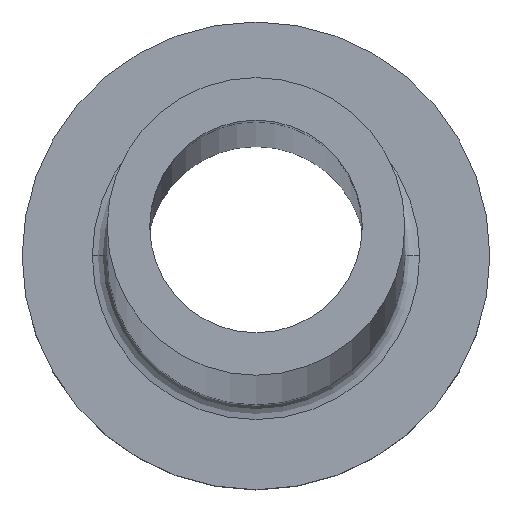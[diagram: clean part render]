
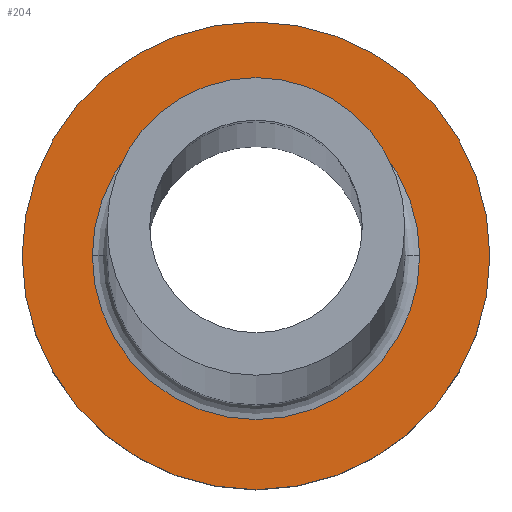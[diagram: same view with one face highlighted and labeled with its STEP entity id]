
A CAD part, top view. The second image highlights one B-rep face of the part: STEP entity #204.
In plain terms, the highlighted planar face has unit normal (0, 0, 1).
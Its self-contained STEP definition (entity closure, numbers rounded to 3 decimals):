
#23 = EDGE_LOOP ( 'NONE', ( #186, #412 ) ) ;
#26 = AXIS2_PLACEMENT_3D ( 'NONE', #42, #157, #127 ) ;
#42 = CARTESIAN_POINT ( 'NONE',  ( 0., 0., 7. ) ) ;
#44 = VERTEX_POINT ( 'NONE', #393 ) ;
#49 = DIRECTION ( 'NONE',  ( 0., 0., -1. ) ) ;
#60 = VERTEX_POINT ( 'NONE', #76 ) ;
#72 = CIRCLE ( 'NONE', #321, 7.7 ) ;
#76 = CARTESIAN_POINT ( 'NONE',  ( -7.7, 0., 7. ) ) ;
#88 = FACE_OUTER_BOUND ( 'NONE', #110, .T. ) ;
#102 = EDGE_CURVE ( 'NONE', #382, #44, #233, .T. ) ;
#105 = VERTEX_POINT ( 'NONE', #335 ) ;
#110 = EDGE_LOOP ( 'NONE', ( #223, #422 ) ) ;
#119 = CIRCLE ( 'NONE', #209, 11. ) ;
#120 = DIRECTION ( 'NONE',  ( 0., 0., 1. ) ) ;
#127 = DIRECTION ( 'NONE',  ( 1., 0., 0. ) ) ;
#137 = EDGE_CURVE ( 'NONE', #105, #60, #72, .T. ) ;
#157 = DIRECTION ( 'NONE',  ( 0., 0., 1. ) ) ;
#161 = DIRECTION ( 'NONE',  ( 0., 0., 1. ) ) ;
#171 = CARTESIAN_POINT ( 'NONE',  ( 11., 0., 7. ) ) ;
#186 = ORIENTED_EDGE ( 'NONE', *, *, #137, .T. ) ;
#190 = EDGE_CURVE ( 'NONE', #60, #105, #332, .T. ) ;
#204 = ADVANCED_FACE ( 'NONE', ( #329, #88 ), #442, .T. ) ;
#209 = AXIS2_PLACEMENT_3D ( 'NONE', #435, #120, #447 ) ;
#215 = AXIS2_PLACEMENT_3D ( 'NONE', #302, #437, #407 ) ;
#223 = ORIENTED_EDGE ( 'NONE', *, *, #267, .T. ) ;
#228 = CARTESIAN_POINT ( 'NONE',  ( 0., 0., 7. ) ) ;
#233 = CIRCLE ( 'NONE', #392, 11. ) ;
#267 = EDGE_CURVE ( 'NONE', #44, #382, #119, .T. ) ;
#302 = CARTESIAN_POINT ( 'NONE',  ( 0., 0., 7. ) ) ;
#321 = AXIS2_PLACEMENT_3D ( 'NONE', #228, #49, #330 ) ;
#329 = FACE_BOUND ( 'NONE', #23, .T. ) ;
#330 = DIRECTION ( 'NONE',  ( 1., 0., 0. ) ) ;
#332 = CIRCLE ( 'NONE', #215, 7.7 ) ;
#335 = CARTESIAN_POINT ( 'NONE',  ( 7.7, 0., 7. ) ) ;
#382 = VERTEX_POINT ( 'NONE', #171 ) ;
#392 = AXIS2_PLACEMENT_3D ( 'NONE', #404, #161, #438 ) ;
#393 = CARTESIAN_POINT ( 'NONE',  ( -11., 0., 7. ) ) ;
#404 = CARTESIAN_POINT ( 'NONE',  ( 0., 0., 7. ) ) ;
#407 = DIRECTION ( 'NONE',  ( 1., 0., 0. ) ) ;
#412 = ORIENTED_EDGE ( 'NONE', *, *, #190, .T. ) ;
#422 = ORIENTED_EDGE ( 'NONE', *, *, #102, .T. ) ;
#435 = CARTESIAN_POINT ( 'NONE',  ( 0., 0., 7. ) ) ;
#437 = DIRECTION ( 'NONE',  ( 0., 0., -1. ) ) ;
#438 = DIRECTION ( 'NONE',  ( 1., 0., 0. ) ) ;
#442 = PLANE ( 'NONE',  #26 ) ;
#447 = DIRECTION ( 'NONE',  ( 1., 0., 0. ) ) ;
